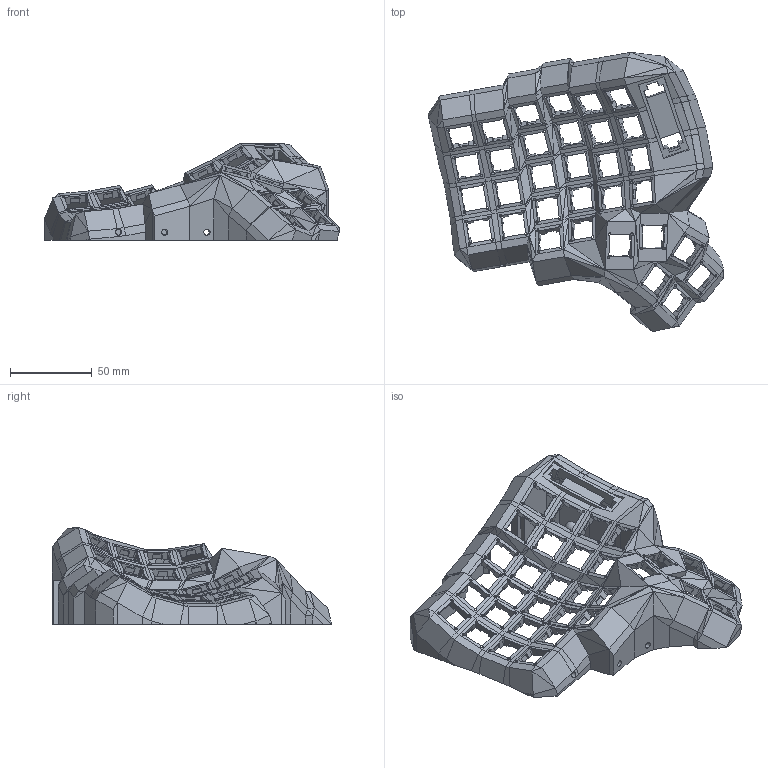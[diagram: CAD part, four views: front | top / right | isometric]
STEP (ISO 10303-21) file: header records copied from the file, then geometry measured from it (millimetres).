
FILE_DESCRIPTION(('FreeCAD Model'),'2;1');
FILE_NAME('Open CASCADE Shape Model','2025-10-11T17:37:28',(''),(''), 'Open CASCADE STEP processor 7.8','FreeCAD','Unknown');
FILE_SCHEMA(('AUTOMOTIVE_DESIGN { 1 0 10303 214 1 1 1 1 }'));
Length unit declared in the file: millimetre
Products named in the file (1): Cut003
Bounding box: 180.63 x 170.83 x 59.26 mm (x, y, z)
Volume: 146617.6 mm3; surface area: 77427.7 mm2
Topology: 1 solids, 1 shells, 1909 faces, 4895 edges, 2983 vertices
Faces by surface type: plane 1745, cylinder 147, sphere 14, cone 3
Full cylindrical faces by diameter (mm): 3.7 x3, 4 x7, 6 x1
Entity records: 55956 total; most frequent: CARTESIAN_POINT 9779, ORIENTED_EDGE 9772, DIRECTION 9034, EDGE_CURVE 4886, LINE 4558, VECTOR 4558, VERTEX_POINT 2983, AXIS2_PLACEMENT_3D 2238
